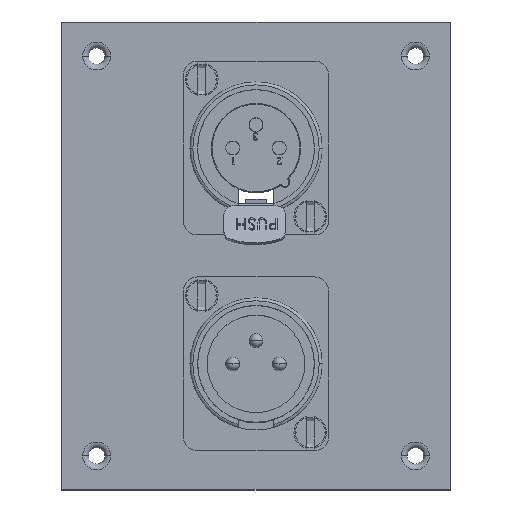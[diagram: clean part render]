
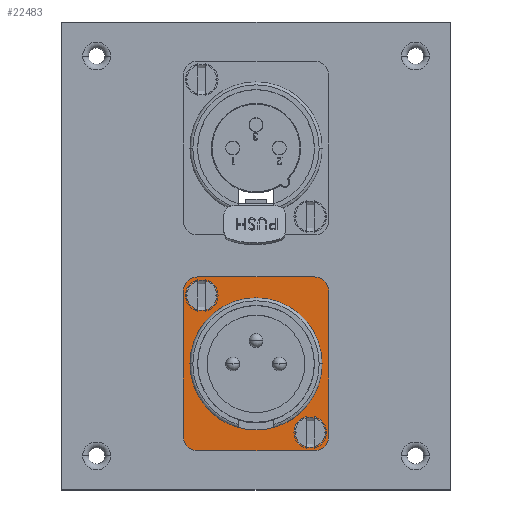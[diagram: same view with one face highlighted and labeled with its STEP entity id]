
A CAD part, top view. The second image highlights one B-rep face of the part: STEP entity #22483.
In plain terms, the highlighted planar face has unit normal (0, 0, 1).
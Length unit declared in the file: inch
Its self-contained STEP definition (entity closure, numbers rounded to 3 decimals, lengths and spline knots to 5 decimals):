
#8569 = CARTESIAN_POINT ( 'NONE',  ( -0.27, 0.4725, 0.092 ) ) ;
#8570 = DIRECTION ( 'NONE',  ( 1., 0., 0. ) ) ;
#8571 = DIRECTION ( 'NONE',  ( 0., 0., -1. ) ) ;
#8572 = CARTESIAN_POINT ( 'NONE',  ( -0.374, 0.4725, 0.092 ) ) ;
#8573 = AXIS2_PLACEMENT_3D ( 'NONE', #8572, #8571, #8570 ) ;
#8574 = CIRCLE ( 'NONE', #8573, 0.104 ) ;
#8575 = CARTESIAN_POINT ( 'NONE',  ( -0.478, 0.4725, 0.092 ) ) ;
#8599 = CARTESIAN_POINT ( 'NONE',  ( 0.478, -0.4725, 0.092 ) ) ;
#8600 = DIRECTION ( 'NONE',  ( 1., 0., 0. ) ) ;
#8601 = DIRECTION ( 'NONE',  ( 0., 0., -1. ) ) ;
#8602 = CARTESIAN_POINT ( 'NONE',  ( 0.374, -0.4725, 0.092 ) ) ;
#8603 = AXIS2_PLACEMENT_3D ( 'NONE', #8602, #8601, #8600 ) ;
#8604 = CIRCLE ( 'NONE', #8603, 0.104 ) ;
#8605 = CARTESIAN_POINT ( 'NONE',  ( 0.27, -0.4725, 0.092 ) ) ;
#8663 = DIRECTION ( 'NONE',  ( 1., 0., 0. ) ) ;
#8664 = DIRECTION ( 'NONE',  ( 0., 0., 1. ) ) ;
#8665 = CARTESIAN_POINT ( 'NONE',  ( 0., 0., 0.092 ) ) ;
#8666 = AXIS2_PLACEMENT_3D ( 'NONE', #8665, #8664, #8663 ) ;
#8667 = CIRCLE ( 'NONE', #8666, 0.456 ) ;
#8711 = CARTESIAN_POINT ( 'NONE',  ( 0.456, 0., 0.092 ) ) ;
#8803 = CARTESIAN_POINT ( 'NONE',  ( -0.1235, -0.43896, 0.092 ) ) ;
#8804 = DIRECTION ( 'NONE',  ( 1., 0., 0. ) ) ;
#8805 = DIRECTION ( 'NONE',  ( 0., 0., 1. ) ) ;
#8806 = CARTESIAN_POINT ( 'NONE',  ( 0., 0., 0.092 ) ) ;
#8807 = AXIS2_PLACEMENT_3D ( 'NONE', #8806, #8805, #8804 ) ;
#8812 = CIRCLE ( 'NONE', #8807, 0.456 ) ;
#8821 = CARTESIAN_POINT ( 'NONE',  ( -0.456, 0., 0.092 ) ) ;
#10799 = DIRECTION ( 'NONE',  ( 1., 0., 0. ) ) ;
#10800 = DIRECTION ( 'NONE',  ( 0., 0., 1. ) ) ;
#10801 = CARTESIAN_POINT ( 'NONE',  ( -0.4025, 0.5, 0.092 ) ) ;
#10802 = AXIS2_PLACEMENT_3D ( 'NONE', #10801, #10800, #10799 ) ;
#10803 = PLANE ( 'NONE',  #10802 ) ;
#10804 = FACE_BOUND ( 'NONE', #12533, .T. ) ;
#10805 = FACE_OUTER_BOUND ( 'NONE', #12530, .T. ) ;
#10806 = FACE_BOUND ( 'NONE', #12523, .T. ) ;
#10807 = FACE_BOUND ( 'NONE', #22590, .T. ) ;
#12521 = EDGE_CURVE ( 'NONE', #12601, #12602, #19548, .T. ) ;
#12522 = ORIENTED_EDGE ( 'NONE', *, *, #12525, .T. ) ;
#12523 = EDGE_LOOP ( 'NONE', ( #12593, #12594 ) ) ;
#12524 = ORIENTED_EDGE ( 'NONE', *, *, #17105, .F. ) ;
#12525 = EDGE_CURVE ( 'NONE', #17065, #17068, #19543, .T. ) ;
#12526 = EDGE_CURVE ( 'NONE', #12586, #12601, #19538, .T. ) ;
#12527 = VERTEX_POINT ( 'NONE', #19534 ) ;
#12528 = ORIENTED_EDGE ( 'NONE', *, *, #12579, .T. ) ;
#12529 = EDGE_CURVE ( 'NONE', #17083, #17086, #19533, .T. ) ;
#12530 = EDGE_LOOP ( 'NONE', ( #12603, #12597, #12582, #12583, #12600, #12591, #12528, #12532 ) ) ;
#12531 = ORIENTED_EDGE ( 'NONE', *, *, #12626, .F. ) ;
#12532 = ORIENTED_EDGE ( 'NONE', *, *, #12526, .T. ) ;
#12533 = EDGE_LOOP ( 'NONE', ( #12534, #12596, #12524, #12531 ) ) ;
#12534 = ORIENTED_EDGE ( 'NONE', *, *, #12589, .F. ) ;
#12579 = EDGE_CURVE ( 'NONE', #12527, #12586, #19632, .T. ) ;
#12581 = EDGE_CURVE ( 'NONE', #12602, #12598, #19627, .T. ) ;
#12582 = ORIENTED_EDGE ( 'NONE', *, *, #12587, .T. ) ;
#12583 = ORIENTED_EDGE ( 'NONE', *, *, #12584, .T. ) ;
#12584 = EDGE_CURVE ( 'NONE', #12588, #12599, #19623, .T. ) ;
#12585 = VERTEX_POINT ( 'NONE', #19619 ) ;
#12586 = VERTEX_POINT ( 'NONE', #19618 ) ;
#12587 = EDGE_CURVE ( 'NONE', #12598, #12588, #19616, .T. ) ;
#12588 = VERTEX_POINT ( 'NONE', #19611 ) ;
#12589 = EDGE_CURVE ( 'NONE', #17168, #12590, #19683, .T. ) ;
#12590 = VERTEX_POINT ( 'NONE', #19678 ) ;
#12591 = ORIENTED_EDGE ( 'NONE', *, *, #12592, .T. ) ;
#12592 = EDGE_CURVE ( 'NONE', #12585, #12527, #19677, .T. ) ;
#12593 = ORIENTED_EDGE ( 'NONE', *, *, #17085, .T. ) ;
#12594 = ORIENTED_EDGE ( 'NONE', *, *, #12529, .T. ) ;
#12595 = EDGE_CURVE ( 'NONE', #12599, #12585, #19672, .T. ) ;
#12596 = ORIENTED_EDGE ( 'NONE', *, *, #17167, .F. ) ;
#12597 = ORIENTED_EDGE ( 'NONE', *, *, #12581, .T. ) ;
#12598 = VERTEX_POINT ( 'NONE', #19666 ) ;
#12599 = VERTEX_POINT ( 'NONE', #19665 ) ;
#12600 = ORIENTED_EDGE ( 'NONE', *, *, #12595, .T. ) ;
#12601 = VERTEX_POINT ( 'NONE', #19664 ) ;
#12602 = VERTEX_POINT ( 'NONE', #19662 ) ;
#12603 = ORIENTED_EDGE ( 'NONE', *, *, #12521, .T. ) ;
#12626 = EDGE_CURVE ( 'NONE', #12590, #17112, #19752, .T. ) ;
#17065 = VERTEX_POINT ( 'NONE', #8575 ) ;
#17067 = EDGE_CURVE ( 'NONE', #17068, #17065, #8574, .T. ) ;
#17068 = VERTEX_POINT ( 'NONE', #8569 ) ;
#17083 = VERTEX_POINT ( 'NONE', #8605 ) ;
#17085 = EDGE_CURVE ( 'NONE', #17086, #17083, #8604, .T. ) ;
#17086 = VERTEX_POINT ( 'NONE', #8599 ) ;
#17105 = EDGE_CURVE ( 'NONE', #17112, #17191, #8667, .T. ) ;
#17112 = VERTEX_POINT ( 'NONE', #8711 ) ;
#17167 = EDGE_CURVE ( 'NONE', #17191, #17168, #8812, .T. ) ;
#17168 = VERTEX_POINT ( 'NONE', #8803 ) ;
#17191 = VERTEX_POINT ( 'NONE', #8821 ) ;
#19529 = DIRECTION ( 'NONE',  ( 1., 0., 0. ) ) ;
#19530 = DIRECTION ( 'NONE',  ( 0., 0., -1. ) ) ;
#19531 = CARTESIAN_POINT ( 'NONE',  ( 0.374, -0.4725, 0.092 ) ) ;
#19532 = AXIS2_PLACEMENT_3D ( 'NONE', #19531, #19530, #19529 ) ;
#19533 = CIRCLE ( 'NONE', #19532, 0.104 ) ;
#19534 = CARTESIAN_POINT ( 'NONE',  ( 0.5025, 0.5, 0.092 ) ) ;
#19535 = DIRECTION ( 'NONE',  ( -1., 0., 0. ) ) ;
#19536 = VECTOR ( 'NONE', #19535, 39.37008 ) ;
#19537 = CARTESIAN_POINT ( 'NONE',  ( -0.4025, 0.6, 0.092 ) ) ;
#19538 = LINE ( 'NONE', #19537, #19536 ) ;
#19539 = DIRECTION ( 'NONE',  ( 1., 0., 0. ) ) ;
#19540 = DIRECTION ( 'NONE',  ( 0., 0., -1. ) ) ;
#19541 = CARTESIAN_POINT ( 'NONE',  ( -0.374, 0.4725, 0.092 ) ) ;
#19542 = AXIS2_PLACEMENT_3D ( 'NONE', #19541, #19540, #19539 ) ;
#19543 = CIRCLE ( 'NONE', #19542, 0.104 ) ;
#19544 = DIRECTION ( 'NONE',  ( 1., 0., 0. ) ) ;
#19545 = DIRECTION ( 'NONE',  ( 0., 0., 1. ) ) ;
#19546 = CARTESIAN_POINT ( 'NONE',  ( -0.4025, 0.5, 0.092 ) ) ;
#19547 = AXIS2_PLACEMENT_3D ( 'NONE', #19546, #19545, #19544 ) ;
#19548 = CIRCLE ( 'NONE', #19547, 0.1 ) ;
#19611 = CARTESIAN_POINT ( 'NONE',  ( -0.4025, -0.6, 0.092 ) ) ;
#19612 = DIRECTION ( 'NONE',  ( 1., 0., 0. ) ) ;
#19613 = DIRECTION ( 'NONE',  ( 0., 0., 1. ) ) ;
#19614 = CARTESIAN_POINT ( 'NONE',  ( -0.4025, -0.5, 0.092 ) ) ;
#19615 = AXIS2_PLACEMENT_3D ( 'NONE', #19614, #19613, #19612 ) ;
#19616 = CIRCLE ( 'NONE', #19615, 0.1 ) ;
#19618 = CARTESIAN_POINT ( 'NONE',  ( 0.4025, 0.6, 0.092 ) ) ;
#19619 = CARTESIAN_POINT ( 'NONE',  ( 0.5025, -0.5, 0.092 ) ) ;
#19620 = DIRECTION ( 'NONE',  ( 1., 0., 0. ) ) ;
#19621 = VECTOR ( 'NONE', #19620, 39.37008 ) ;
#19622 = CARTESIAN_POINT ( 'NONE',  ( -0.4025, -0.6, 0.092 ) ) ;
#19623 = LINE ( 'NONE', #19622, #19621 ) ;
#19624 = DIRECTION ( 'NONE',  ( 0., -1., 0. ) ) ;
#19625 = VECTOR ( 'NONE', #19624, 39.37008 ) ;
#19626 = CARTESIAN_POINT ( 'NONE',  ( -0.5025, 0.5, 0.092 ) ) ;
#19627 = LINE ( 'NONE', #19626, #19625 ) ;
#19628 = DIRECTION ( 'NONE',  ( 1., 0., 0. ) ) ;
#19629 = DIRECTION ( 'NONE',  ( 0., 0., 1. ) ) ;
#19630 = CARTESIAN_POINT ( 'NONE',  ( 0.4025, 0.5, 0.092 ) ) ;
#19631 = AXIS2_PLACEMENT_3D ( 'NONE', #19630, #19629, #19628 ) ;
#19632 = CIRCLE ( 'NONE', #19631, 0.1 ) ;
#19662 = CARTESIAN_POINT ( 'NONE',  ( -0.5025, 0.5, 0.092 ) ) ;
#19664 = CARTESIAN_POINT ( 'NONE',  ( -0.4025, 0.6, 0.092 ) ) ;
#19665 = CARTESIAN_POINT ( 'NONE',  ( 0.4025, -0.6, 0.092 ) ) ;
#19666 = CARTESIAN_POINT ( 'NONE',  ( -0.5025, -0.5, 0.092 ) ) ;
#19668 = DIRECTION ( 'NONE',  ( 1., 0., 0. ) ) ;
#19669 = DIRECTION ( 'NONE',  ( 0., 0., 1. ) ) ;
#19670 = CARTESIAN_POINT ( 'NONE',  ( 0.4025, -0.5, 0.092 ) ) ;
#19671 = AXIS2_PLACEMENT_3D ( 'NONE', #19670, #19669, #19668 ) ;
#19672 = CIRCLE ( 'NONE', #19671, 0.1 ) ;
#19674 = DIRECTION ( 'NONE',  ( 0., 1., 0. ) ) ;
#19675 = VECTOR ( 'NONE', #19674, 39.37008 ) ;
#19676 = CARTESIAN_POINT ( 'NONE',  ( 0.5025, 0.5, 0.092 ) ) ;
#19677 = LINE ( 'NONE', #19676, #19675 ) ;
#19678 = CARTESIAN_POINT ( 'NONE',  ( 0.1235, -0.43896, 0.092 ) ) ;
#19679 = DIRECTION ( 'NONE',  ( 1., 0., 0. ) ) ;
#19680 = DIRECTION ( 'NONE',  ( 0., 0., 1. ) ) ;
#19681 = CARTESIAN_POINT ( 'NONE',  ( 0., 0., 0.092 ) ) ;
#19682 = AXIS2_PLACEMENT_3D ( 'NONE', #19681, #19680, #19679 ) ;
#19683 = CIRCLE ( 'NONE', #19682, 0.456 ) ;
#19748 = DIRECTION ( 'NONE',  ( 1., 0., 0. ) ) ;
#19749 = DIRECTION ( 'NONE',  ( 0., 0., 1. ) ) ;
#19751 = AXIS2_PLACEMENT_3D ( 'NONE', #19758, #19749, #19748 ) ;
#19752 = CIRCLE ( 'NONE', #19751, 0.456 ) ;
#19758 = CARTESIAN_POINT ( 'NONE',  ( 0., 0., 0.092 ) ) ;
#22483 = ADVANCED_FACE ( 'NONE', ( #10807, #10806, #10805, #10804 ), #10803, .T. ) ;
#22578 = ORIENTED_EDGE ( 'NONE', *, *, #17067, .T. ) ;
#22590 = EDGE_LOOP ( 'NONE', ( #22578, #12522 ) ) ;
